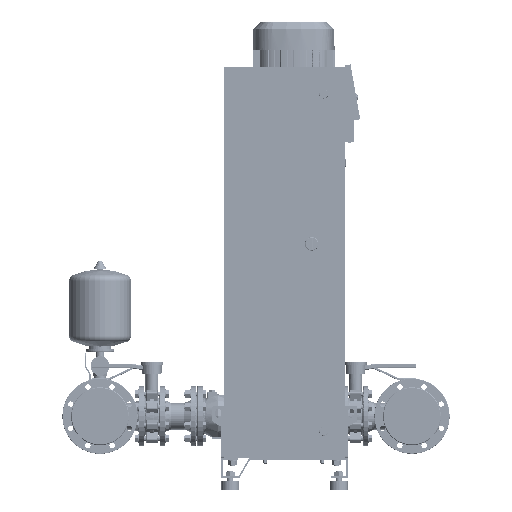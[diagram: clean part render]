
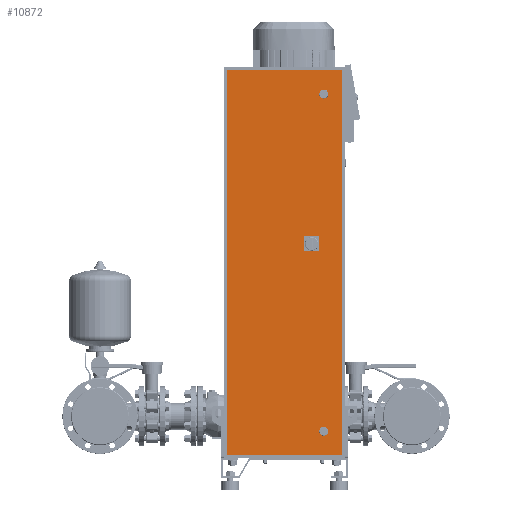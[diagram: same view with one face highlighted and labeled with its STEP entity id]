
A CAD part, left-side view. The second image highlights one B-rep face of the part: STEP entity #10872.
In plain terms, the highlighted free-form (B-spline) face has degree [1, 1] with [2, 2] control points.
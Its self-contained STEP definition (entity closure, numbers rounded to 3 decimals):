
#10362=CARTESIAN_POINT('',(-200.0,-130.0,180.0));
#10363=VERTEX_POINT('',#10362);
#10379=CARTESIAN_POINT('',(-200.0,-130.0,210.0));
#10380=VERTEX_POINT('',#10379);
#10387=CARTESIAN_POINT('',(-200.0,-130.0,195.0));
#10388=DIRECTION('',(1.0,0.0,0.0));
#10389=DIRECTION('',(0.0,0.0,-1.0));
#10390=AXIS2_PLACEMENT_3D('',#10387,#10388,#10389);
#10391=CIRCLE('',#10390,15.0);
#10392=EDGE_CURVE('',#10363,#10380,#10391,.T.);
#10486=CARTESIAN_POINT('',(-200.0,-130.0,1300.0));
#10487=VERTEX_POINT('',#10486);
#10503=CARTESIAN_POINT('',(-200.0,-130.0,1330.0));
#10504=VERTEX_POINT('',#10503);
#10511=CARTESIAN_POINT('',(-200.0,-130.0,1315.0));
#10512=DIRECTION('',(1.0,0.0,0.0));
#10513=DIRECTION('',(0.0,0.0,-1.0));
#10514=AXIS2_PLACEMENT_3D('',#10511,#10512,#10513);
#10515=CIRCLE('',#10514,15.0);
#10516=EDGE_CURVE('',#10487,#10504,#10515,.T.);
#10585=CARTESIAN_POINT('',(-200.0,-130.0,1315.0));
#10586=DIRECTION('',(1.0,0.0,0.0));
#10587=DIRECTION('',(0.0,0.0,-1.0));
#10588=AXIS2_PLACEMENT_3D('',#10585,#10586,#10587);
#10589=CIRCLE('',#10588,15.0);
#10590=EDGE_CURVE('',#10504,#10487,#10589,.T.);
#10650=CARTESIAN_POINT('',(-200.0,-190.0,1395.0));
#10651=VERTEX_POINT('',#10650);
#10652=CARTESIAN_POINT('',(-200.0,190.,1395.0));
#10653=VERTEX_POINT('',#10652);
#10654=CARTESIAN_POINT('',(-200.0,-190.0,1395.0));
#10655=DIRECTION('',(0.0,1.0,0.0));
#10656=VECTOR('',#10655,380.);
#10657=LINE('',#10654,#10656);
#10658=EDGE_CURVE('',#10651,#10653,#10657,.T.);
#10709=CARTESIAN_POINT('',(-200.0,-130.0,195.0));
#10710=DIRECTION('',(1.0,0.0,0.0));
#10711=DIRECTION('',(0.0,0.0,-1.0));
#10712=AXIS2_PLACEMENT_3D('',#10709,#10710,#10711);
#10713=CIRCLE('',#10712,15.0);
#10714=EDGE_CURVE('',#10380,#10363,#10713,.T.);
#10774=CARTESIAN_POINT('',(-200.0,190.0,115.0));
#10775=VERTEX_POINT('',#10774);
#10776=CARTESIAN_POINT('',(-200.0,-190.0,115.0));
#10777=VERTEX_POINT('',#10776);
#10778=CARTESIAN_POINT('',(-200.0,190.0,115.0));
#10779=DIRECTION('',(0.0,-1.0,0.0));
#10780=VECTOR('',#10779,380.0);
#10781=LINE('',#10778,#10780);
#10782=EDGE_CURVE('',#10775,#10777,#10781,.T.);
#10836=CARTESIAN_POINT('',(-200.0,-190.0,115.0));
#10837=DIRECTION('',(0.0,0.0,1.0));
#10838=VECTOR('',#10837,1280.0);
#10839=LINE('',#10836,#10838);
#10840=EDGE_CURVE('',#10777,#10651,#10839,.T.);
#10848=CARTESIAN_POINT('',(-200.0,190.0,1395.0));
#10849=CARTESIAN_POINT('',(-200.0,190.0,115.0));
#10850=CARTESIAN_POINT('',(-200.0,-190.0,1395.0));
#10851=CARTESIAN_POINT('',(-200.0,-190.0,115.0));
#10852=B_SPLINE_SURFACE_WITH_KNOTS('',1,1,((#10848,#10850),(#10849,#10851)),.UNSPECIFIED.,.F.,.F.,.U.,(2,2),(2,2),(0.0,1280.0),(0.0,380.0),.UNSPECIFIED.);
#10853=CARTESIAN_POINT('',(-200.0,190.,1395.0));
#10854=DIRECTION('',(0.0,0.0,-1.0));
#10855=VECTOR('',#10854,1280.0);
#10856=LINE('',#10853,#10855);
#10857=EDGE_CURVE('',#10653,#10775,#10856,.T.);
#10858=ORIENTED_EDGE('',*,*,#10857,.T.);
#10859=ORIENTED_EDGE('',*,*,#10782,.T.);
#10860=ORIENTED_EDGE('',*,*,#10840,.T.);
#10861=ORIENTED_EDGE('',*,*,#10658,.T.);
#10862=EDGE_LOOP('',(#10858,#10859,#10860,#10861));
#10863=FACE_OUTER_BOUND('',#10862,.T.);
#10864=ORIENTED_EDGE('',*,*,#10590,.T.);
#10865=ORIENTED_EDGE('',*,*,#10516,.T.);
#10866=EDGE_LOOP('',(#10864,#10865));
#10867=FACE_BOUND('',#10866,.T.);
#10868=ORIENTED_EDGE('',*,*,#10714,.T.);
#10869=ORIENTED_EDGE('',*,*,#10392,.T.);
#10870=EDGE_LOOP('',(#10868,#10869));
#10871=FACE_BOUND('',#10870,.T.);
#10872=ADVANCED_FACE('',(#10863,#10867,#10871),#10852,.T.);
